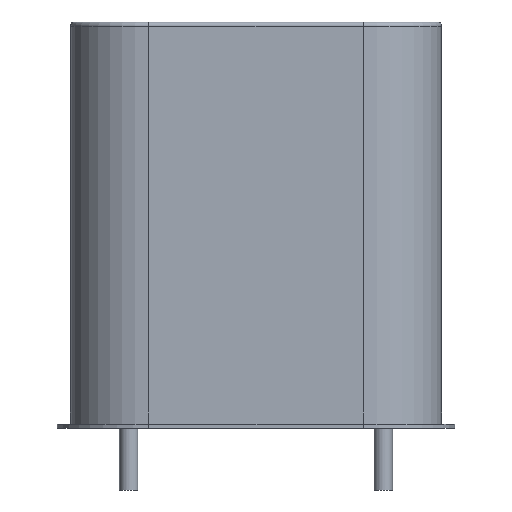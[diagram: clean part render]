
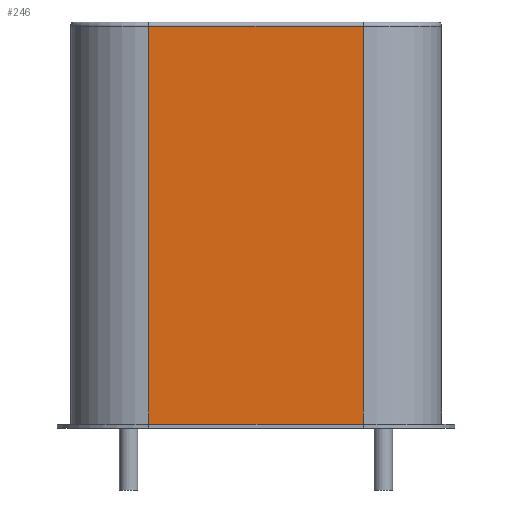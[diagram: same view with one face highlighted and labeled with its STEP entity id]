
A CAD part, front view. The second image highlights one B-rep face of the part: STEP entity #246.
In plain terms, the highlighted planar face has unit normal (0, -1, 0).
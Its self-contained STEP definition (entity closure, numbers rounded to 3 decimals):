
#12=DIRECTION('',(0.,0.,1.));
#26=VECTOR('',#12,1.);
#32=VECTOR('',#33,1.);
#33=DIRECTION('',(1.,0.,0.));
#104=VECTOR('',#105,1.);
#105=DIRECTION('',(-1.,0.,0.));
#135=CARTESIAN_POINT('',(0.975,-3.8,0.1));
#137=CARTESIAN_POINT('',(11.375,-3.8,0.1));
#161=EDGE_CURVE('',#162,#164,#166,.T.);
#162=VERTEX_POINT('',#163);
#163=CARTESIAN_POINT('',(0.975,-3.8,0.3));
#164=VERTEX_POINT('',#165);
#165=CARTESIAN_POINT('',(11.375,-3.8,0.3));
#166=LINE('',#167,#32);
#167=CARTESIAN_POINT('',(6.175,-3.8,0.3));
#216=DIRECTION('',(0.,-1.,0.));
#246=ADVANCED_FACE('',(#247),#265,.T.);
#247=FACE_BOUND('',#248,.T.);
#248=EDGE_LOOP('',(#249,#250,#256,#262));
#249=ORIENTED_EDGE('',*,*,#161,.T.);
#250=ORIENTED_EDGE('',*,*,#251,.T.);
#251=EDGE_CURVE('',#164,#252,#254,.T.);
#252=VERTEX_POINT('',#253);
#253=CARTESIAN_POINT('',(11.375,-3.8,19.6));
#254=LINE('',#255,#26);
#255=CARTESIAN_POINT('',(11.375,-3.8,0.1));
#256=ORIENTED_EDGE('',*,*,#257,.T.);
#257=EDGE_CURVE('',#252,#258,#260,.T.);
#258=VERTEX_POINT('',#259);
#259=CARTESIAN_POINT('',(0.975,-3.8,19.6));
#260=LINE('',#261,#104);
#261=CARTESIAN_POINT('',(11.375,-3.8,19.6));
#262=ORIENTED_EDGE('',*,*,#263,.F.);
#263=EDGE_CURVE('',#162,#258,#264,.T.);
#264=LINE('',#135,#26);
#265=PLANE('',#266);
#266=AXIS2_PLACEMENT_3D('',#137,#216,#105);
